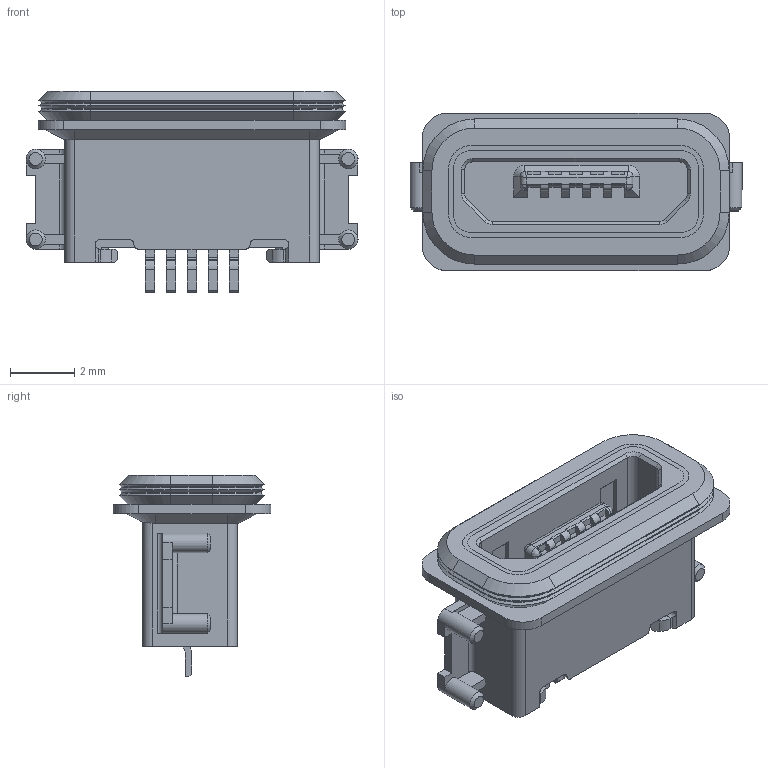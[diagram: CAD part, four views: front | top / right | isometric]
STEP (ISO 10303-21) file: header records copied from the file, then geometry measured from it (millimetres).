
FILE_DESCRIPTION(/* description */ ('STEP AP214'),/* implementation_level */ '2;1');
FILE_NAME(/* name */ 'USB3500-30-A',/* time_stamp */ '2023-05-16T15:15:27+02:00',/* author */ ('License CC BY-ND 4.0'),/* organization */ ('CADENAS'),/* preprocessor_version */ 'ST-DEVELOPER v19.3',/* originating_system */ 'PARTsolutions',/* authorisation */ ' ');
FILE_SCHEMA (('AUTOMOTIVE_DESIGN {1 0 10303 214 3 1 1}'));
Length unit declared in the file: millimetre
Products named in the file (3): USB3500-30-A; USB3500-30-A_PART2; USB3500-30-A_PART1
Assembly tree (2 placements, depth 2):
  USB3500-30-A
    USB3500-30-A_PART2
    USB3500-30-A_PART1
Bounding box: 10.3 x 4.9 x 6.25 mm (x, y, z)
Volume: 99.6 mm3; surface area: 477.1 mm2
Topology: 2 solids, 2 shells, 689 faces, 1836 edges, 1162 vertices
Faces by surface type: plane 451, cylinder 166, cone 64, bspline 8
Full cylindrical faces by diameter (mm): 0.6 x4
Entity records: 25596 total; most frequent: CARTESIAN_POINT 3963, ORIENTED_EDGE 3652, DIRECTION 3590, EDGE_CURVE 1826, LINE 1398, VECTOR 1398, VERTEX_POINT 1160, AXIS2_PLACEMENT_3D 1096
